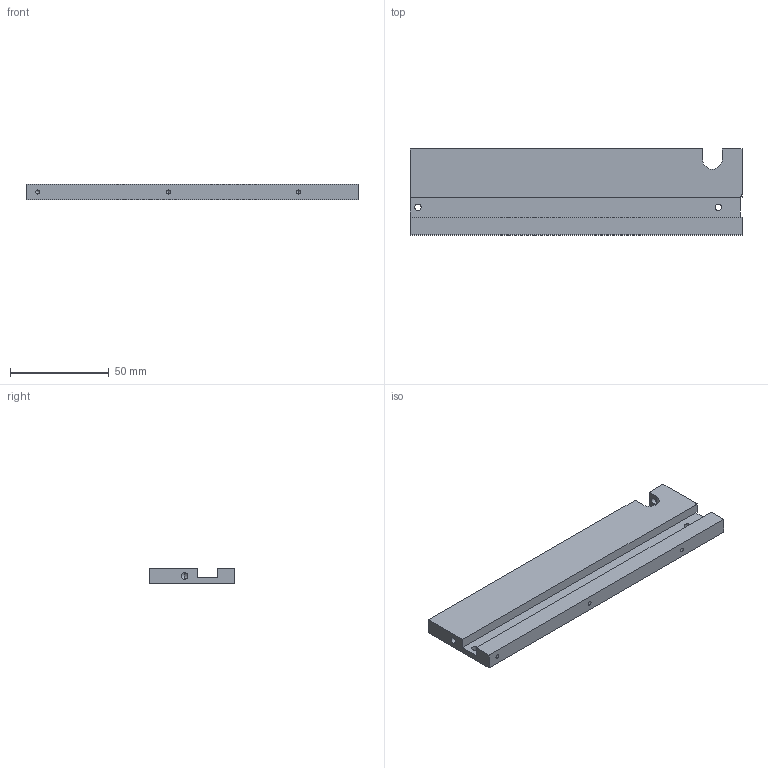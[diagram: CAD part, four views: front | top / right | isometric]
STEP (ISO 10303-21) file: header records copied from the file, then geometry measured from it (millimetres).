
FILE_DESCRIPTION (( 'STEP AP203' ), '1' );
FILE_NAME ('FLANC DROITE DU TIROIR modifie avril 2016-1.STEP', '2019-11-04T09:31:58', ( '' ), ( '' ), 'SwSTEP 2.0', 'SolidWorks 2013', '' );
FILE_SCHEMA (( 'CONFIG_CONTROL_DESIGN' ));
Length unit declared in the file: millimetre
Products named in the file (1): FLANC DROITE DU TIROIR modifie avril 2016-1
Bounding box: 167.98 x 43.5 x 8 mm (x, y, z)
Volume: 48745.4 mm3; surface area: 20235.9 mm2
Topology: 1 solids, 1 shells, 58 faces, 150 edges, 86 vertices
Faces by surface type: cylinder 24, plane 18, cone 16
Entity records: 1735 total; most frequent: DIRECTION 300, CARTESIAN_POINT 279, ORIENTED_EDGE 268, EDGE_CURVE 134, AXIS2_PLACEMENT_3D 107, LINE 86, VERTEX_POINT 86, VECTOR 86
